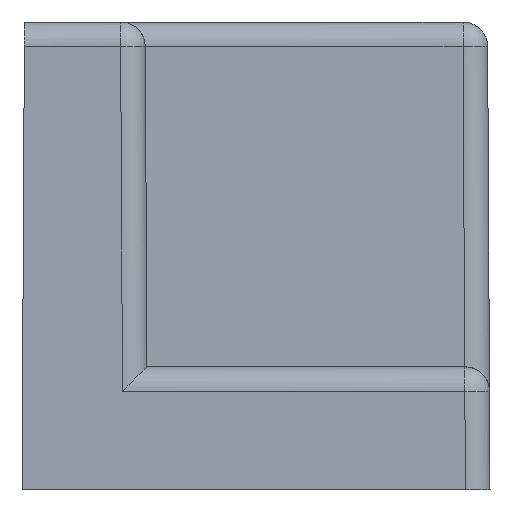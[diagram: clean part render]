
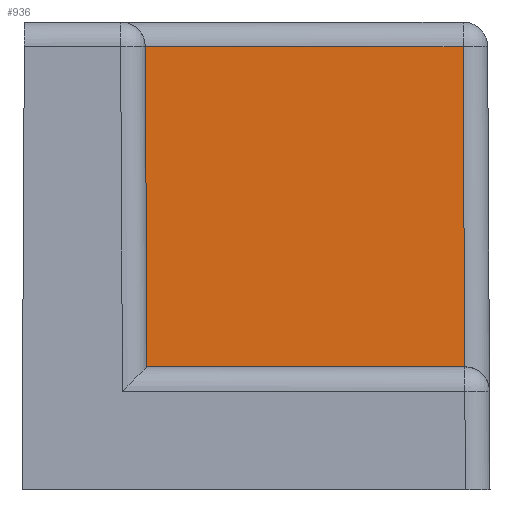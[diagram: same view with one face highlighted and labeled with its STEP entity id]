
A CAD part, left-side view. The second image highlights one B-rep face of the part: STEP entity #936.
In plain terms, the highlighted planar face has unit normal (-1, 0, 0.005).
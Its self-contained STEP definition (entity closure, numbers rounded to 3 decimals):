
#923 = ORIENTED_EDGE ( 'NONE', *, *, #1026, .F. ) ;
#924 = ORIENTED_EDGE ( 'NONE', *, *, #925, .T. ) ;
#925 = EDGE_CURVE ( 'NONE', #926, #1069, #1619, .T. ) ;
#926 = VERTEX_POINT ( 'NONE', #1615 ) ;
#936 = ADVANCED_FACE ( 'NONE', ( #1609 ), #1680, .F. ) ;
#937 = EDGE_LOOP ( 'NONE', ( #938, #939, #924, #923 ) ) ;
#938 = ORIENTED_EDGE ( 'NONE', *, *, #1085, .F. ) ;
#939 = ORIENTED_EDGE ( 'NONE', *, *, #940, .T. ) ;
#940 = EDGE_CURVE ( 'NONE', #1083, #926, #1675, .T. ) ;
#1026 = EDGE_CURVE ( 'NONE', #1048, #1069, #1812, .T. ) ;
#1048 = VERTEX_POINT ( 'NONE', #1750 ) ;
#1069 = VERTEX_POINT ( 'NONE', #1927 ) ;
#1083 = VERTEX_POINT ( 'NONE', #1909 ) ;
#1085 = EDGE_CURVE ( 'NONE', #1083, #1048, #1908, .T. ) ;
#1609 = FACE_OUTER_BOUND ( 'NONE', #937, .T. ) ;
#1615 = CARTESIAN_POINT ( 'NONE',  ( 8.995, 1.094, 18.005 ) ) ;
#1616 = DIRECTION ( 'NONE',  ( 0., 1., 0. ) ) ;
#1617 = VECTOR ( 'NONE', #1616, 1000. ) ;
#1618 = CARTESIAN_POINT ( 'NONE',  ( 8.995, 14., 18.005 ) ) ;
#1619 = LINE ( 'NONE', #1618, #1617 ) ;
#1672 = DIRECTION ( 'NONE',  ( 0.005, 0.005, 1. ) ) ;
#1673 = VECTOR ( 'NONE', #1672, 1000. ) ;
#1674 = CARTESIAN_POINT ( 'NONE',  ( 9., 1.1, 19.068 ) ) ;
#1675 = LINE ( 'NONE', #1674, #1673 ) ;
#1676 = DIRECTION ( 'NONE',  ( -0.005, 0., -1. ) ) ;
#1677 = DIRECTION ( 'NONE',  ( 1., 0., -0.005 ) ) ;
#1678 = CARTESIAN_POINT ( 'NONE',  ( 9., 14., 19. ) ) ;
#1679 = AXIS2_PLACEMENT_3D ( 'NONE', #1678, #1677, #1676 ) ;
#1680 = PLANE ( 'NONE',  #1679 ) ;
#1750 = CARTESIAN_POINT ( 'NONE',  ( 8.927, 13.927, 5. ) ) ;
#1809 = DIRECTION ( 'NONE',  ( 0.005, 0.005, 1. ) ) ;
#1810 = VECTOR ( 'NONE', #1809, 1000. ) ;
#1811 = CARTESIAN_POINT ( 'NONE',  ( 9., 14., 19. ) ) ;
#1812 = LINE ( 'NONE', #1811, #1810 ) ;
#1900 = DIRECTION ( 'NONE',  ( 0., 1., 0. ) ) ;
#1901 = VECTOR ( 'NONE', #1900, 1000. ) ;
#1902 = CARTESIAN_POINT ( 'NONE',  ( 8.927, 14., 5. ) ) ;
#1908 = LINE ( 'NONE', #1902, #1901 ) ;
#1909 = CARTESIAN_POINT ( 'NONE',  ( 8.927, 1.026, 5. ) ) ;
#1927 = CARTESIAN_POINT ( 'NONE',  ( 8.995, 13.995, 18.005 ) ) ;
